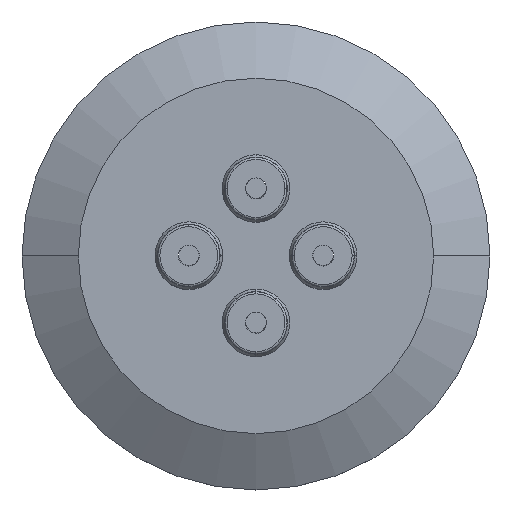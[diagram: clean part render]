
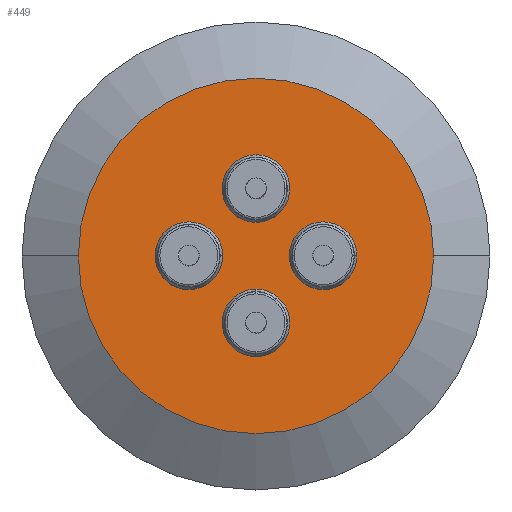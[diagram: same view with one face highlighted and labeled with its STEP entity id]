
A CAD part, top view. The second image highlights one B-rep face of the part: STEP entity #449.
In plain terms, the highlighted planar face has unit normal (0, 0, 1).
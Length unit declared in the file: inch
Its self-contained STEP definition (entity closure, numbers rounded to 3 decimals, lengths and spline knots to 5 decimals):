
#45 = CARTESIAN_POINT ( 'NONE',  ( 0.31, 0., 0.2 ) ) ;
#51 = DIRECTION ( 'NONE',  ( -1., 0., 0. ) ) ;
#196 = EDGE_CURVE ( 'NONE', #1752, #3384, #4052, .T. ) ;
#260 = CARTESIAN_POINT ( 'NONE',  ( 0.4485, 0., 0.2 ) ) ;
#273 = AXIS2_PLACEMENT_3D ( 'NONE', #1572, #4533, #2011 ) ;
#366 = DIRECTION ( 'NONE',  ( 1., 0., 0. ) ) ;
#449 = ADVANCED_FACE ( 'NONE', ( #4255, #1126, #857, #5395, #991 ), #2945, .T. ) ;
#467 = DIRECTION ( 'NONE',  ( 0., 0., -1. ) ) ;
#476 = DIRECTION ( 'NONE',  ( 1., 0., 0. ) ) ;
#484 = VERTEX_POINT ( 'NONE', #4321 ) ;
#562 = ORIENTED_EDGE ( 'NONE', *, *, #4426, .T. ) ;
#570 = ORIENTED_EDGE ( 'NONE', *, *, #2346, .T. ) ;
#630 = CARTESIAN_POINT ( 'NONE',  ( -0.82019, 0., 0.2 ) ) ;
#649 = VERTEX_POINT ( 'NONE', #4767 ) ;
#717 = EDGE_CURVE ( 'NONE', #3043, #1339, #3062, .T. ) ;
#746 = DIRECTION ( 'NONE',  ( 0., 0., -1. ) ) ;
#770 = CIRCLE ( 'NONE', #2087, 0.82019 ) ;
#794 = EDGE_CURVE ( 'NONE', #3272, #1399, #5050, .T. ) ;
#857 = FACE_BOUND ( 'NONE', #5169, .T. ) ;
#965 = AXIS2_PLACEMENT_3D ( 'NONE', #5491, #2943, #366 ) ;
#991 = FACE_OUTER_BOUND ( 'NONE', #2569, .T. ) ;
#1126 = FACE_BOUND ( 'NONE', #2175, .T. ) ;
#1229 = AXIS2_PLACEMENT_3D ( 'NONE', #3040, #467, #3483 ) ;
#1339 = VERTEX_POINT ( 'NONE', #4977 ) ;
#1399 = VERTEX_POINT ( 'NONE', #2489 ) ;
#1422 = AXIS2_PLACEMENT_3D ( 'NONE', #1687, #4657, #2105 ) ;
#1453 = ORIENTED_EDGE ( 'NONE', *, *, #1489, .T. ) ;
#1489 = EDGE_CURVE ( 'NONE', #1399, #3272, #5111, .T. ) ;
#1572 = CARTESIAN_POINT ( 'NONE',  ( 0., 0.31, 0.2 ) ) ;
#1687 = CARTESIAN_POINT ( 'NONE',  ( 0., 0.31, 0.2 ) ) ;
#1752 = VERTEX_POINT ( 'NONE', #630 ) ;
#1891 = AXIS2_PLACEMENT_3D ( 'NONE', #45, #3054, #476 ) ;
#2011 = DIRECTION ( 'NONE',  ( 1., 0., 0. ) ) ;
#2087 = AXIS2_PLACEMENT_3D ( 'NONE', #5181, #2635, #51 ) ;
#2105 = DIRECTION ( 'NONE',  ( 1., 0., 0. ) ) ;
#2175 = EDGE_LOOP ( 'NONE', ( #570, #4847 ) ) ;
#2198 = CIRCLE ( 'NONE', #273, 0.1385 ) ;
#2263 = DIRECTION ( 'NONE',  ( 1., 0., 0. ) ) ;
#2286 = DIRECTION ( 'NONE',  ( 0., 0., -1. ) ) ;
#2318 = VERTEX_POINT ( 'NONE', #2957 ) ;
#2346 = EDGE_CURVE ( 'NONE', #4024, #649, #2402, .T. ) ;
#2402 = CIRCLE ( 'NONE', #2517, 0.1385 ) ;
#2489 = CARTESIAN_POINT ( 'NONE',  ( -0.1385, -0.31, 0.2 ) ) ;
#2517 = AXIS2_PLACEMENT_3D ( 'NONE', #2571, #5555, #3007 ) ;
#2569 = EDGE_LOOP ( 'NONE', ( #2740, #4125 ) ) ;
#2571 = CARTESIAN_POINT ( 'NONE',  ( 0.31, 0., 0.2 ) ) ;
#2635 = DIRECTION ( 'NONE',  ( 0., 0., 1. ) ) ;
#2647 = CIRCLE ( 'NONE', #5306, 0.1385 ) ;
#2713 = CARTESIAN_POINT ( 'NONE',  ( -0.1715, 0., 0.2 ) ) ;
#2740 = ORIENTED_EDGE ( 'NONE', *, *, #196, .T. ) ;
#2886 = EDGE_CURVE ( 'NONE', #649, #4024, #4646, .T. ) ;
#2943 = DIRECTION ( 'NONE',  ( 0., 0., -1. ) ) ;
#2945 = PLANE ( 'NONE',  #3747 ) ;
#2957 = CARTESIAN_POINT ( 'NONE',  ( 0.1385, 0.31, 0.2 ) ) ;
#3007 = DIRECTION ( 'NONE',  ( 1., 0., 0. ) ) ;
#3015 = AXIS2_PLACEMENT_3D ( 'NONE', #3572, #4414, #3157 ) ;
#3040 = CARTESIAN_POINT ( 'NONE',  ( 0., -0.31, 0.2 ) ) ;
#3043 = VERTEX_POINT ( 'NONE', #2713 ) ;
#3054 = DIRECTION ( 'NONE',  ( 0., 0., -1. ) ) ;
#3062 = CIRCLE ( 'NONE', #4211, 0.1385 ) ;
#3157 = DIRECTION ( 'NONE',  ( -1., 0., 0. ) ) ;
#3272 = VERTEX_POINT ( 'NONE', #5138 ) ;
#3319 = CARTESIAN_POINT ( 'NONE',  ( -0.31, 0., 0.2 ) ) ;
#3347 = EDGE_LOOP ( 'NONE', ( #4126, #1453 ) ) ;
#3384 = VERTEX_POINT ( 'NONE', #3811 ) ;
#3387 = CIRCLE ( 'NONE', #1422, 0.1385 ) ;
#3483 = DIRECTION ( 'NONE',  ( 1., 0., 0. ) ) ;
#3555 = CARTESIAN_POINT ( 'NONE',  ( 0., 0., 0.2 ) ) ;
#3572 = CARTESIAN_POINT ( 'NONE',  ( 0., 0., 0.2 ) ) ;
#3601 = ORIENTED_EDGE ( 'NONE', *, *, #4882, .T. ) ;
#3738 = DIRECTION ( 'NONE',  ( 1., 0., 0. ) ) ;
#3742 = EDGE_CURVE ( 'NONE', #484, #2318, #2198, .T. ) ;
#3747 = AXIS2_PLACEMENT_3D ( 'NONE', #3555, #4285, #2263 ) ;
#3811 = CARTESIAN_POINT ( 'NONE',  ( 0.82019, 0., 0.2 ) ) ;
#3905 = ORIENTED_EDGE ( 'NONE', *, *, #3742, .T. ) ;
#4024 = VERTEX_POINT ( 'NONE', #260 ) ;
#4052 = CIRCLE ( 'NONE', #3015, 0.82019 ) ;
#4125 = ORIENTED_EDGE ( 'NONE', *, *, #4259, .T. ) ;
#4126 = ORIENTED_EDGE ( 'NONE', *, *, #794, .T. ) ;
#4211 = AXIS2_PLACEMENT_3D ( 'NONE', #4818, #2286, #5261 ) ;
#4255 = FACE_BOUND ( 'NONE', #3347, .T. ) ;
#4259 = EDGE_CURVE ( 'NONE', #3384, #1752, #770, .T. ) ;
#4285 = DIRECTION ( 'NONE',  ( 0., 0., 1. ) ) ;
#4321 = CARTESIAN_POINT ( 'NONE',  ( -0.1385, 0.31, 0.2 ) ) ;
#4414 = DIRECTION ( 'NONE',  ( 0., 0., 1. ) ) ;
#4426 = EDGE_CURVE ( 'NONE', #2318, #484, #3387, .T. ) ;
#4533 = DIRECTION ( 'NONE',  ( 0., 0., -1. ) ) ;
#4610 = EDGE_LOOP ( 'NONE', ( #4987, #3601 ) ) ;
#4646 = CIRCLE ( 'NONE', #1891, 0.1385 ) ;
#4657 = DIRECTION ( 'NONE',  ( 0., 0., -1. ) ) ;
#4767 = CARTESIAN_POINT ( 'NONE',  ( 0.1715, 0., 0.2 ) ) ;
#4818 = CARTESIAN_POINT ( 'NONE',  ( -0.31, 0., 0.2 ) ) ;
#4847 = ORIENTED_EDGE ( 'NONE', *, *, #2886, .T. ) ;
#4882 = EDGE_CURVE ( 'NONE', #1339, #3043, #2647, .T. ) ;
#4977 = CARTESIAN_POINT ( 'NONE',  ( -0.4485, 0., 0.2 ) ) ;
#4987 = ORIENTED_EDGE ( 'NONE', *, *, #717, .T. ) ;
#5050 = CIRCLE ( 'NONE', #965, 0.1385 ) ;
#5111 = CIRCLE ( 'NONE', #1229, 0.1385 ) ;
#5138 = CARTESIAN_POINT ( 'NONE',  ( 0.1385, -0.31, 0.2 ) ) ;
#5169 = EDGE_LOOP ( 'NONE', ( #562, #3905 ) ) ;
#5181 = CARTESIAN_POINT ( 'NONE',  ( 0., 0., 0.2 ) ) ;
#5261 = DIRECTION ( 'NONE',  ( 1., 0., 0. ) ) ;
#5306 = AXIS2_PLACEMENT_3D ( 'NONE', #3319, #746, #3738 ) ;
#5395 = FACE_BOUND ( 'NONE', #4610, .T. ) ;
#5491 = CARTESIAN_POINT ( 'NONE',  ( 0., -0.31, 0.2 ) ) ;
#5555 = DIRECTION ( 'NONE',  ( 0., 0., -1. ) ) ;
